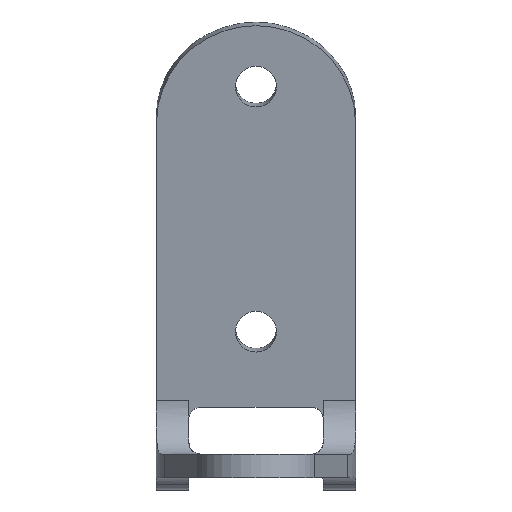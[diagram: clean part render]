
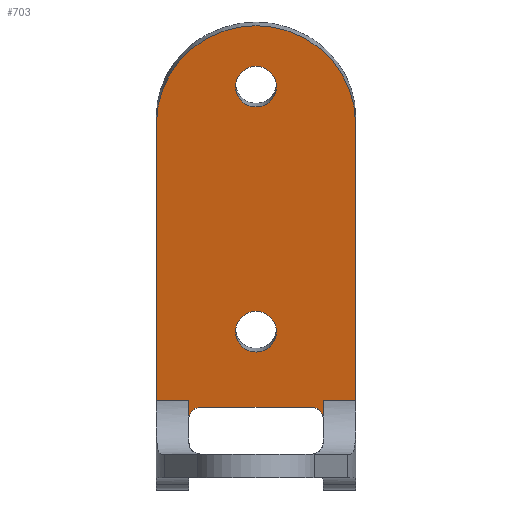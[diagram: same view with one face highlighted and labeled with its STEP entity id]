
A CAD part, left-side view. The second image highlights one B-rep face of the part: STEP entity #703.
In plain terms, the highlighted planar face has unit normal (-0.988, 0, -0.156).
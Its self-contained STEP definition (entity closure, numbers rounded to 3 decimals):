
#506 = EDGE_CURVE('',#507,#509,#511,.T.);
#507 = VERTEX_POINT('',#508);
#508 = CARTESIAN_POINT('',(6781.772,361.439,
    2353.282));
#509 = VERTEX_POINT('',#510);
#510 = CARTESIAN_POINT('',(6781.772,375.552,
    2353.282));
#511 = LINE('',#512,#513);
#512 = CARTESIAN_POINT('',(6781.772,355.796,
    2353.282));
#513 = VECTOR('',#514,1.);
#514 = DIRECTION('',(0.,1.,0.));
#703 = ADVANCED_FACE('',(#704,#715,#726),#802,.F.);
#704 = FACE_BOUND('',#705,.T.);
#705 = EDGE_LOOP('',(#706));
#706 = ORIENTED_EDGE('',*,*,#707,.F.);
#707 = EDGE_CURVE('',#708,#708,#710,.T.);
#708 = VERTEX_POINT('',#709);
#709 = CARTESIAN_POINT('',(6774.894,368.496,
    2396.707));
#710 = CIRCLE('',#711,2.621);
#711 = AXIS2_PLACEMENT_3D('',#712,#713,#714);
#712 = CARTESIAN_POINT('',(6775.304,368.496,
    2394.118));
#713 = DIRECTION('',(-0.988,0.,-0.156));
#714 = DIRECTION('',(-0.156,0.,0.988));
#715 = FACE_BOUND('',#716,.T.);
#716 = EDGE_LOOP('',(#717));
#717 = ORIENTED_EDGE('',*,*,#718,.F.);
#718 = EDGE_CURVE('',#719,#719,#721,.T.);
#719 = VERTEX_POINT('',#720);
#720 = CARTESIAN_POINT('',(6779.838,368.496,
    2365.493));
#721 = CIRCLE('',#722,2.621);
#722 = AXIS2_PLACEMENT_3D('',#723,#724,#725);
#723 = CARTESIAN_POINT('',(6780.248,368.496,2362.905
    ));
#724 = DIRECTION('',(-0.988,0.,-0.156));
#725 = DIRECTION('',(-0.156,0.,0.988));
#726 = FACE_BOUND('',#727,.T.);
#727 = EDGE_LOOP('',(#728,#739,#747,#755,#763,#770,#771,#780,#788,#796)
  );
#728 = ORIENTED_EDGE('',*,*,#729,.T.);
#729 = EDGE_CURVE('',#730,#732,#734,.T.);
#730 = VERTEX_POINT('',#731);
#731 = CARTESIAN_POINT('',(6776.061,355.796,
    2389.341));
#732 = VERTEX_POINT('',#733);
#733 = CARTESIAN_POINT('',(6776.061,381.196,
    2389.341));
#734 = CIRCLE('',#735,12.7);
#735 = AXIS2_PLACEMENT_3D('',#736,#737,#738);
#736 = CARTESIAN_POINT('',(6776.061,368.496,
    2389.341));
#737 = DIRECTION('',(-0.988,0.,-0.156));
#738 = DIRECTION('',(-0.156,0.,0.988));
#739 = ORIENTED_EDGE('',*,*,#740,.T.);
#740 = EDGE_CURVE('',#732,#741,#743,.T.);
#741 = VERTEX_POINT('',#742);
#742 = CARTESIAN_POINT('',(6781.639,381.196,
    2354.123));
#743 = LINE('',#744,#745);
#744 = CARTESIAN_POINT('',(6774.074,381.196,
    2401.885));
#745 = VECTOR('',#746,1.);
#746 = DIRECTION('',(0.156,0.,-0.988));
#747 = ORIENTED_EDGE('',*,*,#748,.T.);
#748 = EDGE_CURVE('',#741,#749,#751,.T.);
#749 = VERTEX_POINT('',#750);
#750 = CARTESIAN_POINT('',(6781.639,377.052,
    2354.123));
#751 = LINE('',#752,#753);
#752 = CARTESIAN_POINT('',(6781.639,355.796,
    2354.123));
#753 = VECTOR('',#754,1.);
#754 = DIRECTION('',(0.,-1.,0.));
#755 = ORIENTED_EDGE('',*,*,#756,.T.);
#756 = EDGE_CURVE('',#749,#757,#759,.T.);
#757 = VERTEX_POINT('',#758);
#758 = CARTESIAN_POINT('',(6782.01,377.052,
    2351.782));
#759 = LINE('',#760,#761);
#760 = CARTESIAN_POINT('',(6774.074,377.052,
    2401.885));
#761 = VECTOR('',#762,1.);
#762 = DIRECTION('',(0.156,0.,-0.988));
#763 = ORIENTED_EDGE('',*,*,#764,.T.);
#764 = EDGE_CURVE('',#757,#509,#765,.T.);
#765 = ELLIPSE('',#766,1.519,1.5);
#766 = AXIS2_PLACEMENT_3D('',#767,#768,#769);
#767 = CARTESIAN_POINT('',(6782.01,375.552,
    2351.782));
#768 = DIRECTION('',(0.988,0.,0.156));
#769 = DIRECTION('',(-0.156,0.,0.988));
#770 = ORIENTED_EDGE('',*,*,#506,.F.);
#771 = ORIENTED_EDGE('',*,*,#772,.T.);
#772 = EDGE_CURVE('',#507,#773,#775,.T.);
#773 = VERTEX_POINT('',#774);
#774 = CARTESIAN_POINT('',(6782.01,359.939,
    2351.782));
#775 = ELLIPSE('',#776,1.519,1.5);
#776 = AXIS2_PLACEMENT_3D('',#777,#778,#779);
#777 = CARTESIAN_POINT('',(6782.01,361.439,
    2351.782));
#778 = DIRECTION('',(0.988,0.,0.156));
#779 = DIRECTION('',(0.156,0.,-0.988));
#780 = ORIENTED_EDGE('',*,*,#781,.T.);
#781 = EDGE_CURVE('',#773,#782,#784,.T.);
#782 = VERTEX_POINT('',#783);
#783 = CARTESIAN_POINT('',(6781.639,359.939,
    2354.123));
#784 = LINE('',#785,#786);
#785 = CARTESIAN_POINT('',(6782.516,359.939,
    2348.589));
#786 = VECTOR('',#787,1.);
#787 = DIRECTION('',(-0.156,0.,0.988));
#788 = ORIENTED_EDGE('',*,*,#789,.T.);
#789 = EDGE_CURVE('',#782,#790,#792,.T.);
#790 = VERTEX_POINT('',#791);
#791 = CARTESIAN_POINT('',(6781.639,355.796,
    2354.123));
#792 = LINE('',#793,#794);
#793 = CARTESIAN_POINT('',(6781.639,355.796,
    2354.123));
#794 = VECTOR('',#795,1.);
#795 = DIRECTION('',(0.,-1.,0.));
#796 = ORIENTED_EDGE('',*,*,#797,.F.);
#797 = EDGE_CURVE('',#730,#790,#798,.T.);
#798 = LINE('',#799,#800);
#799 = CARTESIAN_POINT('',(6774.074,355.796,
    2401.885));
#800 = VECTOR('',#801,1.);
#801 = DIRECTION('',(0.156,0.,-0.988));
#802 = PLANE('',#803);
#803 = AXIS2_PLACEMENT_3D('',#804,#805,#806);
#804 = CARTESIAN_POINT('',(6774.074,355.796,
    2401.885));
#805 = DIRECTION('',(0.988,0.,0.156));
#806 = DIRECTION('',(-0.156,0.,0.988));
